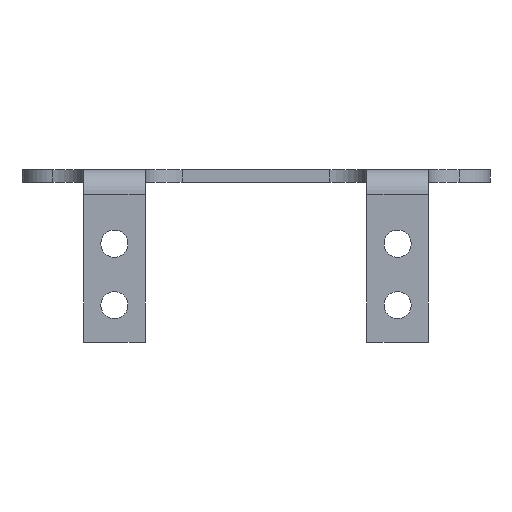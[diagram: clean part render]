
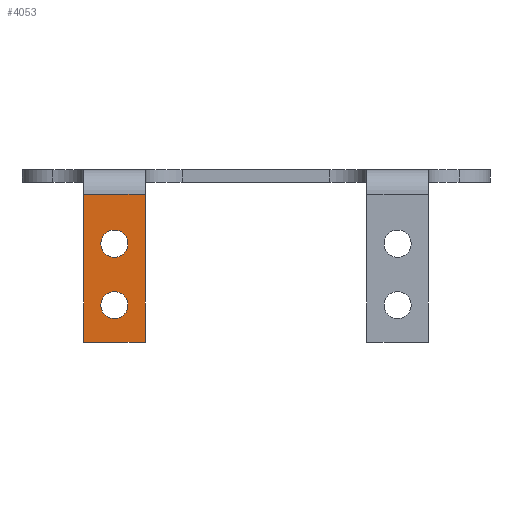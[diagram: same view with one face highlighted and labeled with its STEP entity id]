
A CAD part, front view. The second image highlights one B-rep face of the part: STEP entity #4053.
In plain terms, the highlighted planar face has unit normal (0, -1, 0).
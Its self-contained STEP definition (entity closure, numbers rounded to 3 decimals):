
#47=FACE_BOUND('',#674,.T.);
#48=FACE_BOUND('',#675,.T.);
#211=CIRCLE('',#4381,1.1);
#219=CIRCLE('',#4393,1.1);
#431=FACE_OUTER_BOUND('',#673,.T.);
#673=EDGE_LOOP('',(#3201,#3202,#3203,#3204));
#674=EDGE_LOOP('',(#3205));
#675=EDGE_LOOP('',(#3206));
#1046=LINE('',#6488,#1470);
#1050=LINE('',#6498,#1474);
#1055=LINE('',#6512,#1479);
#1057=LINE('',#6515,#1481);
#1470=VECTOR('',#5258,10.);
#1474=VECTOR('',#5268,1.44);
#1479=VECTOR('',#5285,10.);
#1481=VECTOR('',#5289,10.);
#1931=VERTEX_POINT('',#6404);
#1939=VERTEX_POINT('',#6428);
#1955=VERTEX_POINT('',#6486);
#1956=VERTEX_POINT('',#6487);
#1959=VERTEX_POINT('',#6496);
#1962=VERTEX_POINT('',#6511);
#2385=EDGE_CURVE('',#1931,#1931,#211,.T.);
#2397=EDGE_CURVE('',#1939,#1939,#219,.T.);
#2426=EDGE_CURVE('',#1955,#1956,#1046,.T.);
#2432=EDGE_CURVE('',#1956,#1959,#1050,.T.);
#2439=EDGE_CURVE('',#1962,#1955,#1055,.T.);
#2441=EDGE_CURVE('',#1959,#1962,#1057,.T.);
#3201=ORIENTED_EDGE('',*,*,#2426,.T.);
#3202=ORIENTED_EDGE('',*,*,#2432,.T.);
#3203=ORIENTED_EDGE('',*,*,#2441,.T.);
#3204=ORIENTED_EDGE('',*,*,#2439,.T.);
#3205=ORIENTED_EDGE('',*,*,#2385,.T.);
#3206=ORIENTED_EDGE('',*,*,#2397,.T.);
#3855=PLANE('',#4429);
#4053=ADVANCED_FACE('',(#431,#47,#48),#3855,.T.);
#4381=AXIS2_PLACEMENT_3D('',#6405,#5163,#5164);
#4393=AXIS2_PLACEMENT_3D('',#6429,#5191,#5192);
#4429=AXIS2_PLACEMENT_3D('',#6518,#5293,#5294);
#5163=DIRECTION('center_axis',(0.,1.,0.));
#5164=DIRECTION('ref_axis',(1.,0.,0.));
#5191=DIRECTION('center_axis',(0.,1.,0.));
#5192=DIRECTION('ref_axis',(1.,0.,0.));
#5258=DIRECTION('',(-1.,0.,0.));
#5268=DIRECTION('',(0.,0.,-1.));
#5285=DIRECTION('',(0.,0.,1.));
#5289=DIRECTION('',(1.,0.,0.));
#5293=DIRECTION('center_axis',(0.,-1.,0.));
#5294=DIRECTION('ref_axis',(1.,0.,0.));
#6404=CARTESIAN_POINT('',(113.9,-16.5,26.075));
#6405=CARTESIAN_POINT('Origin',(115.,-16.5,26.075));
#6428=CARTESIAN_POINT('',(113.9,-16.5,31.075));
#6429=CARTESIAN_POINT('Origin',(115.,-16.5,31.075));
#6486=CARTESIAN_POINT('',(117.5,-16.5,35.075));
#6487=CARTESIAN_POINT('',(112.5,-16.5,35.075));
#6488=CARTESIAN_POINT('',(115.,-16.5,35.075));
#6496=CARTESIAN_POINT('',(112.5,-16.5,23.075));
#6498=CARTESIAN_POINT('',(112.5,-16.5,39.599));
#6511=CARTESIAN_POINT('',(117.5,-16.5,23.075));
#6512=CARTESIAN_POINT('',(117.5,-16.5,35.075));
#6515=CARTESIAN_POINT('',(117.5,-16.5,23.075));
#6518=CARTESIAN_POINT('Origin',(115.,-16.5,30.206));
